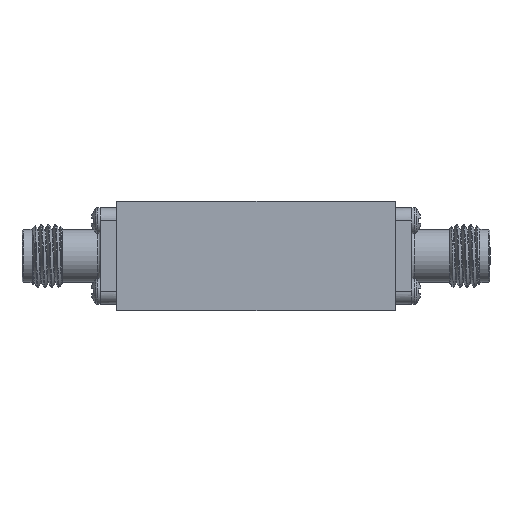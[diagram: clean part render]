
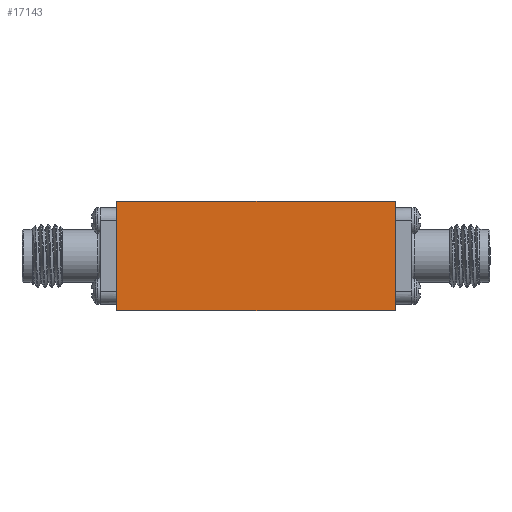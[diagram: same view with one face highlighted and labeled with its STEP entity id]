
A CAD part, front view. The second image highlights one B-rep face of the part: STEP entity #17143.
In plain terms, the highlighted planar face has unit normal (0, -1, 0).
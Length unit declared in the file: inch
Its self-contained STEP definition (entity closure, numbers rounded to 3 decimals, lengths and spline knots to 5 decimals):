
#700 = CARTESIAN_POINT ( 'NONE',  ( -0.55118, -0.29528, 0.21654 ) ) ;
#1785 = FACE_OUTER_BOUND ( 'NONE', #17578, .T. ) ;
#2203 = CARTESIAN_POINT ( 'NONE',  ( -0.55118, -0.29528, -0.21654 ) ) ;
#4258 = EDGE_CURVE ( 'NONE', #16156, #19816, #15240, .T. ) ;
#4781 = CARTESIAN_POINT ( 'NONE',  ( 0.55118, -0.29528, -0.21654 ) ) ;
#5186 = AXIS2_PLACEMENT_3D ( 'NONE', #17171, #32376, #16839 ) ;
#5676 = LINE ( 'NONE', #31264, #10662 ) ;
#6145 = CARTESIAN_POINT ( 'NONE',  ( -0.55118, -0.29528, -0.21654 ) ) ;
#6464 = DIRECTION ( 'NONE',  ( 1., 0., 0. ) ) ;
#9201 = ORIENTED_EDGE ( 'NONE', *, *, #9706, .F. ) ;
#9306 = LINE ( 'NONE', #700, #15641 ) ;
#9615 = VERTEX_POINT ( 'NONE', #28257 ) ;
#9706 = EDGE_CURVE ( 'NONE', #22679, #19816, #5676, .T. ) ;
#10662 = VECTOR ( 'NONE', #28584, 39.37008 ) ;
#10839 = EDGE_CURVE ( 'NONE', #9615, #16156, #15618, .T. ) ;
#12648 = CARTESIAN_POINT ( 'NONE',  ( 0.55118, -0.29528, 0.21654 ) ) ;
#13738 = VECTOR ( 'NONE', #17606, 39.37008 ) ;
#14626 = VECTOR ( 'NONE', #25478, 39.37008 ) ;
#15240 = LINE ( 'NONE', #2203, #13738 ) ;
#15618 = LINE ( 'NONE', #25303, #14626 ) ;
#15641 = VECTOR ( 'NONE', #6464, 39.37008 ) ;
#16156 = VERTEX_POINT ( 'NONE', #6145 ) ;
#16839 = DIRECTION ( 'NONE',  ( 0., 0., 1. ) ) ;
#17143 = ADVANCED_FACE ( 'NONE', ( #1785 ), #24681, .F. ) ;
#17171 = CARTESIAN_POINT ( 'NONE',  ( -0.55118, -0.29528, 0.21654 ) ) ;
#17578 = EDGE_LOOP ( 'NONE', ( #32018, #9201, #31450, #24720 ) ) ;
#17606 = DIRECTION ( 'NONE',  ( 1., 0., 0. ) ) ;
#19816 = VERTEX_POINT ( 'NONE', #4781 ) ;
#22679 = VERTEX_POINT ( 'NONE', #12648 ) ;
#24681 = PLANE ( 'NONE',  #5186 ) ;
#24720 = ORIENTED_EDGE ( 'NONE', *, *, #10839, .T. ) ;
#25303 = CARTESIAN_POINT ( 'NONE',  ( -0.55118, -0.29528, 0.21654 ) ) ;
#25478 = DIRECTION ( 'NONE',  ( 0., 0., -1. ) ) ;
#28196 = EDGE_CURVE ( 'NONE', #9615, #22679, #9306, .T. ) ;
#28257 = CARTESIAN_POINT ( 'NONE',  ( -0.55118, -0.29528, 0.21654 ) ) ;
#28584 = DIRECTION ( 'NONE',  ( 0., 0., -1. ) ) ;
#31264 = CARTESIAN_POINT ( 'NONE',  ( 0.55118, -0.29528, 0.21654 ) ) ;
#31450 = ORIENTED_EDGE ( 'NONE', *, *, #28196, .F. ) ;
#32018 = ORIENTED_EDGE ( 'NONE', *, *, #4258, .T. ) ;
#32376 = DIRECTION ( 'NONE',  ( 0., 1., 0. ) ) ;
